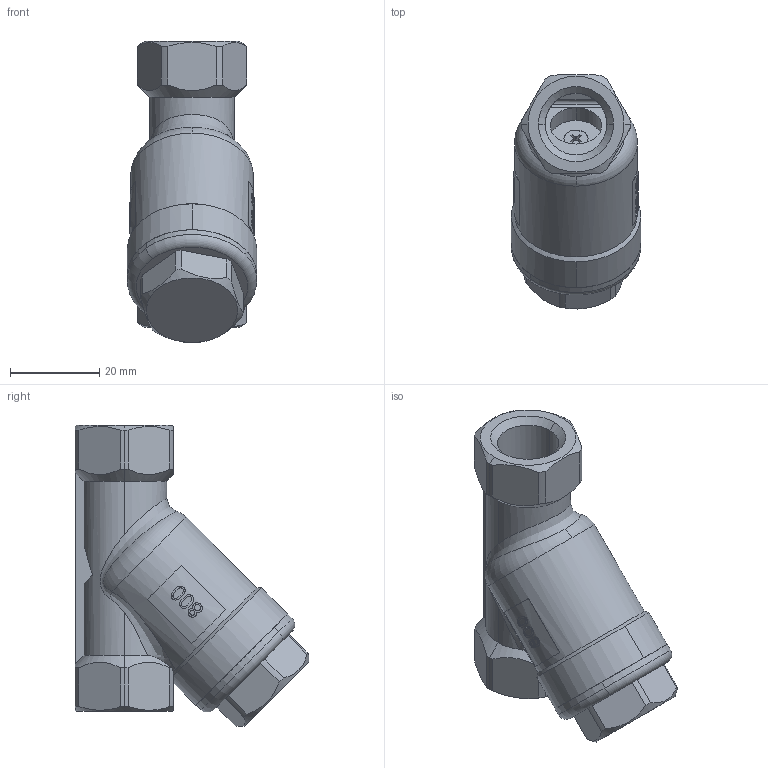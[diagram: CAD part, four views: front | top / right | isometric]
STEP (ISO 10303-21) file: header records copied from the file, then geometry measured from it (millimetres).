
FILE_DESCRIPTION (( 'STEP AP214' ), '1' );
FILE_NAME ('602 DN10.STEP', '2018-09-13T11:17:33', ( '' ), ( '' ), 'SwSTEP 2.0', 'SolidWorks 2015', '' );
FILE_SCHEMA (( 'AUTOMOTIVE_DESIGN' ));
Length unit declared in the file: millimetre
Products named in the file (8): 602 DN10; cross recessed ctsk head screws type b gb_GB_CROSS_SCREWS_TYPE136 M3X4-C; ENG-025441___; ENG-025449___; ENG-025444___; ENG-025442___; ENG-025443___; ENG-025440___
Assembly tree (7 placements, depth 2):
  602 DN10
    ENG-025442___
    ENG-025443___
    ENG-025440___
    ENG-025444___
    cross recessed ctsk head screws type b gb_GB_CROSS_SCREWS_TYPE136 M3X4-C
    ENG-025449___
    ENG-025441___
Bounding box: 29 x 52.31 x 67.41 mm (x, y, z)
Volume: 26908.2 mm3; surface area: 17991.4 mm2
Topology: 8 solids, 8 shells, 387 faces, 999 edges, 653 vertices
Faces by surface type: plane 123, bspline 115, cylinder 106, cone 29, torus 14
Entity records: 33637 total; most frequent: CARTESIAN_POINT 24699, ORIENTED_EDGE 1994, DIRECTION 1393, EDGE_CURVE 997, VERTEX_POINT 653, AXIS2_PLACEMENT_3D 546, EDGE_LOOP 428, B_SPLINE_CURVE_WITH_KNOTS 420
